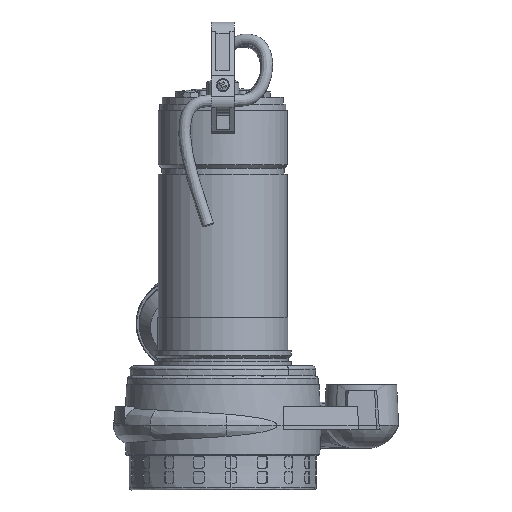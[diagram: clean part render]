
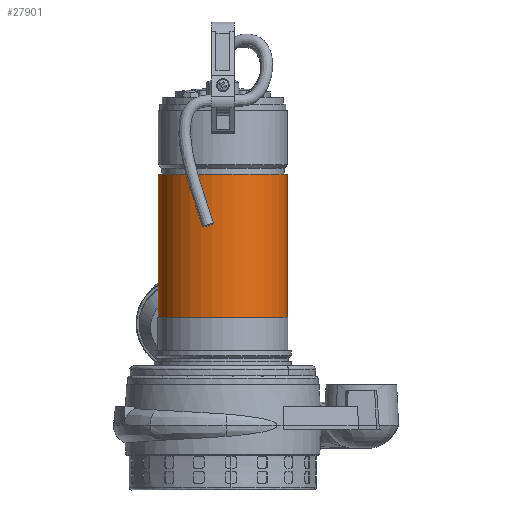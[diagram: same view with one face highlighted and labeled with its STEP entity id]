
A CAD part, front view. The second image highlights one B-rep face of the part: STEP entity #27901.
In plain terms, the highlighted cylindrical face has radius 56 mm (diameter 112 mm), a partial arc.
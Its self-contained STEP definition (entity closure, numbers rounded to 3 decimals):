
#3931 = DIRECTION ( 'NONE',  ( 0., -1., 0. ) ) ;
#4290 = LINE ( 'NONE', #10645, #6742 ) ;
#6742 = VECTOR ( 'NONE', #46964, 1000. ) ;
#6840 = AXIS2_PLACEMENT_3D ( 'NONE', #21301, #22003, #17042 ) ;
#7170 = CIRCLE ( 'NONE', #69223, 56. ) ;
#7361 = CYLINDRICAL_SURFACE ( 'NONE', #49139, 56. ) ;
#10645 = CARTESIAN_POINT ( 'NONE',  ( 0., 175., -56. ) ) ;
#11852 = CARTESIAN_POINT ( 'NONE',  ( 0., 175., 56. ) ) ;
#13695 = CARTESIAN_POINT ( 'NONE',  ( 0., 175., 0. ) ) ;
#15588 = CARTESIAN_POINT ( 'NONE',  ( 0., 51., -56. ) ) ;
#15866 = CIRCLE ( 'NONE', #6840, 56. ) ;
#17042 = DIRECTION ( 'NONE',  ( 0., 0., -1. ) ) ;
#18297 = ORIENTED_EDGE ( 'NONE', *, *, #23967, .T. ) ;
#20148 = CARTESIAN_POINT ( 'NONE',  ( 0., 175., 0. ) ) ;
#20867 = DIRECTION ( 'NONE',  ( 0., 0., -1. ) ) ;
#21301 = CARTESIAN_POINT ( 'NONE',  ( 0., 51., 0. ) ) ;
#21656 = CARTESIAN_POINT ( 'NONE',  ( 0., 175., -56. ) ) ;
#22003 = DIRECTION ( 'NONE',  ( 0., 1., 0. ) ) ;
#22623 = VECTOR ( 'NONE', #48909, 1000. ) ;
#23895 = CARTESIAN_POINT ( 'NONE',  ( 0., 175., 56. ) ) ;
#23967 = EDGE_CURVE ( 'NONE', #67612, #43242, #66184, .T. ) ;
#27901 = ADVANCED_FACE ( 'NONE', ( #56049 ), #7361, .T. ) ;
#28883 = DIRECTION ( 'NONE',  ( 0., 0., -1. ) ) ;
#32328 = CARTESIAN_POINT ( 'NONE',  ( 0., 51., 56. ) ) ;
#33656 = VERTEX_POINT ( 'NONE', #21656 ) ;
#34569 = EDGE_CURVE ( 'NONE', #43242, #39889, #15866, .T. ) ;
#35171 = EDGE_LOOP ( 'NONE', ( #55772, #18297, #35302, #37764 ) ) ;
#35302 = ORIENTED_EDGE ( 'NONE', *, *, #34569, .T. ) ;
#36199 = EDGE_CURVE ( 'NONE', #33656, #39889, #4290, .T. ) ;
#37764 = ORIENTED_EDGE ( 'NONE', *, *, #36199, .F. ) ;
#39889 = VERTEX_POINT ( 'NONE', #15588 ) ;
#43047 = EDGE_CURVE ( 'NONE', #33656, #67612, #7170, .T. ) ;
#43242 = VERTEX_POINT ( 'NONE', #32328 ) ;
#46964 = DIRECTION ( 'NONE',  ( 0., -1., 0. ) ) ;
#48909 = DIRECTION ( 'NONE',  ( 0., -1., 0. ) ) ;
#49139 = AXIS2_PLACEMENT_3D ( 'NONE', #13695, #51779, #28883 ) ;
#51779 = DIRECTION ( 'NONE',  ( 0., -1., 0. ) ) ;
#55772 = ORIENTED_EDGE ( 'NONE', *, *, #43047, .T. ) ;
#56049 = FACE_OUTER_BOUND ( 'NONE', #35171, .T. ) ;
#66184 = LINE ( 'NONE', #11852, #22623 ) ;
#67612 = VERTEX_POINT ( 'NONE', #23895 ) ;
#69223 = AXIS2_PLACEMENT_3D ( 'NONE', #20148, #3931, #20867 ) ;
